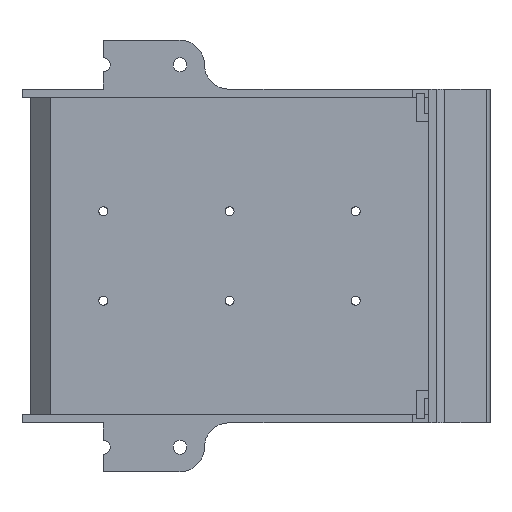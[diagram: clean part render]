
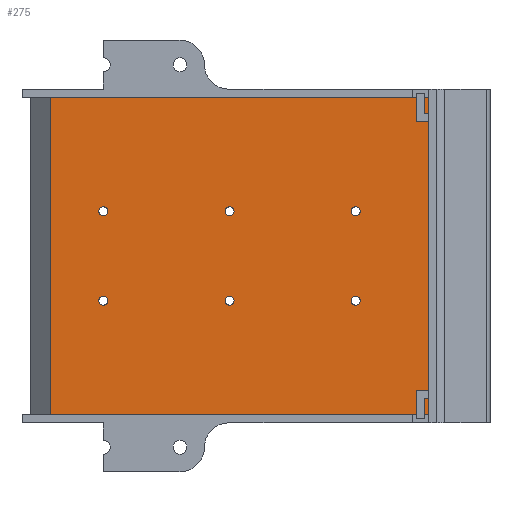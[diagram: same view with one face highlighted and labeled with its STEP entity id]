
A CAD part, front view. The second image highlights one B-rep face of the part: STEP entity #275.
In plain terms, the highlighted planar face has unit normal (0, -1, 0).
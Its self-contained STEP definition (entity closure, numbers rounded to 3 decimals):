
#8 = CARTESIAN_POINT ( 'NONE',  ( -80., 40., 52. ) ) ;
#13 = ORIENTED_EDGE ( 'NONE', *, *, #594, .T. ) ;
#14 = VERTEX_POINT ( 'NONE', #382 ) ;
#23 = CARTESIAN_POINT ( 'NONE',  ( -49., 40., 52. ) ) ;
#24 = CIRCLE ( 'NONE', #1616, 1.1 ) ;
#31 = EDGE_CURVE ( 'NONE', #795, #1534, #1676, .T. ) ;
#55 = ORIENTED_EDGE ( 'NONE', *, *, #2686, .T. ) ;
#78 = VERTEX_POINT ( 'NONE', #408 ) ;
#95 = CARTESIAN_POINT ( 'NONE',  ( -80., 40., 30. ) ) ;
#111 = DIRECTION ( 'NONE',  ( 0., 0., 1. ) ) ;
#128 = CARTESIAN_POINT ( 'NONE',  ( -18., 40., 52. ) ) ;
#267 = ORIENTED_EDGE ( 'NONE', *, *, #2403, .T. ) ;
#273 = FACE_BOUND ( 'NONE', #2341, .T. ) ;
#275 = ADVANCED_FACE ( 'NONE', ( #1109, #273, #2036, #472, #1769, #1813, #1364 ), #1323, .F. ) ;
#295 = DIRECTION ( 'NONE',  ( -1., 0., 0. ) ) ;
#322 = CARTESIAN_POINT ( 'NONE',  ( -18., 40., 53.1 ) ) ;
#326 = EDGE_CURVE ( 'NONE', #2032, #78, #2377, .T. ) ;
#358 = DIRECTION ( 'NONE',  ( 0., 1., 0. ) ) ;
#382 = CARTESIAN_POINT ( 'NONE',  ( -80., 40., 31.1 ) ) ;
#408 = CARTESIAN_POINT ( 'NONE',  ( -18., 40., 28.9 ) ) ;
#427 = VERTEX_POINT ( 'NONE', #1883 ) ;
#431 = DIRECTION ( 'NONE',  ( 0., 1., 0. ) ) ;
#457 = VERTEX_POINT ( 'NONE', #973 ) ;
#469 = CARTESIAN_POINT ( 'NONE',  ( -93., 40., 2. ) ) ;
#472 = FACE_BOUND ( 'NONE', #921, .T. ) ;
#476 = AXIS2_PLACEMENT_3D ( 'NONE', #2405, #678, #111 ) ;
#483 = EDGE_LOOP ( 'NONE', ( #635, #2739 ) ) ;
#521 = AXIS2_PLACEMENT_3D ( 'NONE', #943, #1121, #1540 ) ;
#544 = ORIENTED_EDGE ( 'NONE', *, *, #1248, .T. ) ;
#557 = EDGE_CURVE ( 'NONE', #2476, #1114, #2148, .T. ) ;
#559 = DIRECTION ( 'NONE',  ( 0., 0., 1. ) ) ;
#594 = EDGE_CURVE ( 'NONE', #457, #2639, #2759, .T. ) ;
#603 = DIRECTION ( 'NONE',  ( 0., 1., 0. ) ) ;
#616 = AXIS2_PLACEMENT_3D ( 'NONE', #2242, #1996, #2258 ) ;
#623 = CIRCLE ( 'NONE', #1572, 1.1 ) ;
#635 = ORIENTED_EDGE ( 'NONE', *, *, #864, .T. ) ;
#678 = DIRECTION ( 'NONE',  ( 0., 1., 0. ) ) ;
#679 = ORIENTED_EDGE ( 'NONE', *, *, #31, .T. ) ;
#684 = CARTESIAN_POINT ( 'NONE',  ( -49., 40., 28.9 ) ) ;
#701 = CIRCLE ( 'NONE', #476, 1.1 ) ;
#712 = DIRECTION ( 'NONE',  ( 0., 0., 1. ) ) ;
#736 = VERTEX_POINT ( 'NONE', #684 ) ;
#764 = EDGE_LOOP ( 'NONE', ( #1803, #1052 ) ) ;
#766 = DIRECTION ( 'NONE',  ( 0., 0., 1. ) ) ;
#790 = DIRECTION ( 'NONE',  ( 0., 0., 1. ) ) ;
#795 = VERTEX_POINT ( 'NONE', #322 ) ;
#864 = EDGE_CURVE ( 'NONE', #1114, #2476, #623, .T. ) ;
#871 = LINE ( 'NONE', #1045, #2209 ) ;
#921 = EDGE_LOOP ( 'NONE', ( #267, #544 ) ) ;
#929 = EDGE_CURVE ( 'NONE', #1984, #457, #871, .T. ) ;
#943 = CARTESIAN_POINT ( 'NONE',  ( -18., 40., 30. ) ) ;
#948 = CARTESIAN_POINT ( 'NONE',  ( -80., 40., 28.9 ) ) ;
#973 = CARTESIAN_POINT ( 'NONE',  ( -93., 40., 80. ) ) ;
#1045 = CARTESIAN_POINT ( 'NONE',  ( -93., 40., 80. ) ) ;
#1048 = DIRECTION ( 'NONE',  ( 0., 0., 1. ) ) ;
#1049 = EDGE_LOOP ( 'NONE', ( #1326, #1478 ) ) ;
#1052 = ORIENTED_EDGE ( 'NONE', *, *, #1261, .T. ) ;
#1109 = FACE_BOUND ( 'NONE', #764, .T. ) ;
#1114 = VERTEX_POINT ( 'NONE', #1131 ) ;
#1121 = DIRECTION ( 'NONE',  ( 0., 1., 0. ) ) ;
#1131 = CARTESIAN_POINT ( 'NONE',  ( -80., 40., 53.1 ) ) ;
#1133 = CARTESIAN_POINT ( 'NONE',  ( -93., 40., 82. ) ) ;
#1184 = DIRECTION ( 'NONE',  ( 0., 0., 1. ) ) ;
#1206 = VECTOR ( 'NONE', #712, 1000. ) ;
#1242 = DIRECTION ( 'NONE',  ( 0., 1., 0. ) ) ;
#1248 = EDGE_CURVE ( 'NONE', #1921, #2381, #1935, .T. ) ;
#1252 = CIRCLE ( 'NONE', #2614, 1.1 ) ;
#1254 = DIRECTION ( 'NONE',  ( 0., 0., -1. ) ) ;
#1256 = DIRECTION ( 'NONE',  ( -1., 0., 0. ) ) ;
#1261 = EDGE_CURVE ( 'NONE', #78, #2032, #701, .T. ) ;
#1265 = EDGE_CURVE ( 'NONE', #427, #2639, #2467, .T. ) ;
#1284 = EDGE_CURVE ( 'NONE', #736, #1641, #1846, .T. ) ;
#1292 = DIRECTION ( 'NONE',  ( 0., 0., -1. ) ) ;
#1323 = PLANE ( 'NONE',  #1882 ) ;
#1326 = ORIENTED_EDGE ( 'NONE', *, *, #2650, .T. ) ;
#1357 = VERTEX_POINT ( 'NONE', #948 ) ;
#1364 = FACE_OUTER_BOUND ( 'NONE', #1788, .T. ) ;
#1390 = AXIS2_PLACEMENT_3D ( 'NONE', #2103, #2514, #559 ) ;
#1394 = DIRECTION ( 'NONE',  ( 0., 1., 0. ) ) ;
#1404 = EDGE_CURVE ( 'NONE', #1534, #795, #1509, .T. ) ;
#1469 = CARTESIAN_POINT ( 'NONE',  ( -80., 40., 50.9 ) ) ;
#1478 = ORIENTED_EDGE ( 'NONE', *, *, #1284, .T. ) ;
#1509 = CIRCLE ( 'NONE', #2598, 1.1 ) ;
#1534 = VERTEX_POINT ( 'NONE', #1967 ) ;
#1540 = DIRECTION ( 'NONE',  ( 0., 0., 1. ) ) ;
#1572 = AXIS2_PLACEMENT_3D ( 'NONE', #2520, #2051, #2066 ) ;
#1605 = CARTESIAN_POINT ( 'NONE',  ( -49., 40., 30. ) ) ;
#1616 = AXIS2_PLACEMENT_3D ( 'NONE', #1913, #431, #1292 ) ;
#1641 = VERTEX_POINT ( 'NONE', #2365 ) ;
#1647 = AXIS2_PLACEMENT_3D ( 'NONE', #8, #603, #2803 ) ;
#1668 = ORIENTED_EDGE ( 'NONE', *, *, #929, .T. ) ;
#1676 = CIRCLE ( 'NONE', #2035, 1.1 ) ;
#1710 = AXIS2_PLACEMENT_3D ( 'NONE', #1605, #1394, #766 ) ;
#1742 = CARTESIAN_POINT ( 'NONE',  ( -18., 40., 31.1 ) ) ;
#1750 = EDGE_CURVE ( 'NONE', #1357, #14, #1252, .T. ) ;
#1769 = FACE_BOUND ( 'NONE', #1893, .T. ) ;
#1788 = EDGE_LOOP ( 'NONE', ( #2554, #1668, #13, #2065 ) ) ;
#1793 = LINE ( 'NONE', #2248, #1206 ) ;
#1803 = ORIENTED_EDGE ( 'NONE', *, *, #326, .T. ) ;
#1813 = FACE_BOUND ( 'NONE', #1049, .T. ) ;
#1846 = CIRCLE ( 'NONE', #616, 1.1 ) ;
#1850 = ORIENTED_EDGE ( 'NONE', *, *, #1750, .T. ) ;
#1882 = AXIS2_PLACEMENT_3D ( 'NONE', #1133, #1991, #2208 ) ;
#1883 = CARTESIAN_POINT ( 'NONE',  ( 5.424, 40., 2. ) ) ;
#1893 = EDGE_LOOP ( 'NONE', ( #679, #2798 ) ) ;
#1913 = CARTESIAN_POINT ( 'NONE',  ( -49., 40., 52. ) ) ;
#1921 = VERTEX_POINT ( 'NONE', #2747 ) ;
#1935 = CIRCLE ( 'NONE', #2337, 1.1 ) ;
#1967 = CARTESIAN_POINT ( 'NONE',  ( -18., 40., 50.9 ) ) ;
#1969 = DIRECTION ( 'NONE',  ( 0., 0., -1. ) ) ;
#1973 = VECTOR ( 'NONE', #295, 1000. ) ;
#1984 = VERTEX_POINT ( 'NONE', #2139 ) ;
#1991 = DIRECTION ( 'NONE',  ( 0., 1., 0. ) ) ;
#1996 = DIRECTION ( 'NONE',  ( 0., 1., 0. ) ) ;
#2005 = VECTOR ( 'NONE', #1254, 1000. ) ;
#2032 = VERTEX_POINT ( 'NONE', #1742 ) ;
#2035 = AXIS2_PLACEMENT_3D ( 'NONE', #2734, #1242, #790 ) ;
#2036 = FACE_BOUND ( 'NONE', #483, .T. ) ;
#2051 = DIRECTION ( 'NONE',  ( 0., 1., 0. ) ) ;
#2065 = ORIENTED_EDGE ( 'NONE', *, *, #1265, .F. ) ;
#2066 = DIRECTION ( 'NONE',  ( 0., 0., -1. ) ) ;
#2103 = CARTESIAN_POINT ( 'NONE',  ( -80., 40., 30. ) ) ;
#2139 = CARTESIAN_POINT ( 'NONE',  ( 5.424, 40., 80. ) ) ;
#2148 = CIRCLE ( 'NONE', #1647, 1.1 ) ;
#2174 = EDGE_CURVE ( 'NONE', #427, #1984, #1793, .T. ) ;
#2178 = CARTESIAN_POINT ( 'NONE',  ( -49., 40., 53.1 ) ) ;
#2186 = DIRECTION ( 'NONE',  ( 0., 1., 0. ) ) ;
#2208 = DIRECTION ( 'NONE',  ( 0., 0., 1. ) ) ;
#2209 = VECTOR ( 'NONE', #1256, 1000. ) ;
#2242 = CARTESIAN_POINT ( 'NONE',  ( -49., 40., 30. ) ) ;
#2248 = CARTESIAN_POINT ( 'NONE',  ( 5.424, 40., 82. ) ) ;
#2252 = CIRCLE ( 'NONE', #1390, 1.1 ) ;
#2258 = DIRECTION ( 'NONE',  ( 0., 0., 1. ) ) ;
#2337 = AXIS2_PLACEMENT_3D ( 'NONE', #23, #2186, #1969 ) ;
#2341 = EDGE_LOOP ( 'NONE', ( #55, #1850 ) ) ;
#2365 = CARTESIAN_POINT ( 'NONE',  ( -49., 40., 31.1 ) ) ;
#2377 = CIRCLE ( 'NONE', #521, 1.1 ) ;
#2381 = VERTEX_POINT ( 'NONE', #2178 ) ;
#2403 = EDGE_CURVE ( 'NONE', #2381, #1921, #24, .T. ) ;
#2405 = CARTESIAN_POINT ( 'NONE',  ( -18., 40., 30. ) ) ;
#2416 = DIRECTION ( 'NONE',  ( 0., 1., 0. ) ) ;
#2467 = LINE ( 'NONE', #2665, #1973 ) ;
#2476 = VERTEX_POINT ( 'NONE', #1469 ) ;
#2514 = DIRECTION ( 'NONE',  ( 0., 1., 0. ) ) ;
#2520 = CARTESIAN_POINT ( 'NONE',  ( -80., 40., 52. ) ) ;
#2525 = CIRCLE ( 'NONE', #1710, 1.1 ) ;
#2554 = ORIENTED_EDGE ( 'NONE', *, *, #2174, .T. ) ;
#2590 = CARTESIAN_POINT ( 'NONE',  ( -93., 40., 82. ) ) ;
#2598 = AXIS2_PLACEMENT_3D ( 'NONE', #128, #358, #1048 ) ;
#2614 = AXIS2_PLACEMENT_3D ( 'NONE', #95, #2416, #1184 ) ;
#2639 = VERTEX_POINT ( 'NONE', #469 ) ;
#2650 = EDGE_CURVE ( 'NONE', #1641, #736, #2525, .T. ) ;
#2665 = CARTESIAN_POINT ( 'NONE',  ( -93., 40., 2. ) ) ;
#2686 = EDGE_CURVE ( 'NONE', #14, #1357, #2252, .T. ) ;
#2734 = CARTESIAN_POINT ( 'NONE',  ( -18., 40., 52. ) ) ;
#2739 = ORIENTED_EDGE ( 'NONE', *, *, #557, .T. ) ;
#2747 = CARTESIAN_POINT ( 'NONE',  ( -49., 40., 50.9 ) ) ;
#2759 = LINE ( 'NONE', #2590, #2005 ) ;
#2798 = ORIENTED_EDGE ( 'NONE', *, *, #1404, .T. ) ;
#2803 = DIRECTION ( 'NONE',  ( 0., 0., -1. ) ) ;
